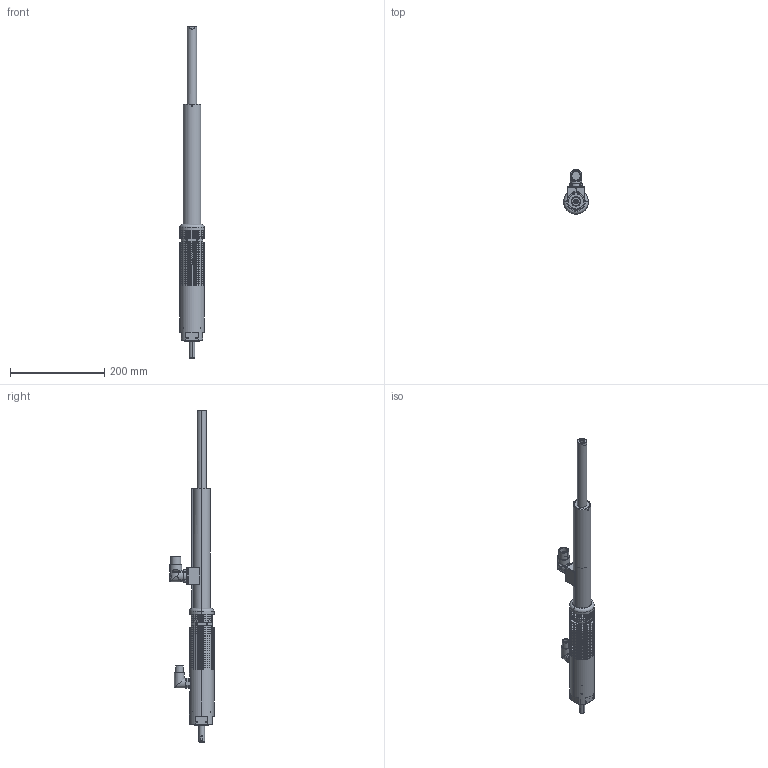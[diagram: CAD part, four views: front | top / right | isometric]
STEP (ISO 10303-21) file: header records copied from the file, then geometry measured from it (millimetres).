
FILE_DESCRIPTION (( 'STEP AP214' ), '1' );
FILE_NAME ('0186-0399_200226_PR01-52x60-R!37x120F-HP-C-150-L.STEP', '2020-02-26T10:21:49', ( '' ), ( '' ), 'SwSTEP 2.0', 'SolidWorks 2019', '' );
FILE_SCHEMA (( 'AUTOMOTIVE_DESIGN' ));
Length unit declared in the file: millimetre
Products named in the file (3): 0186-0399_200226_PR01-52x60-R!37x120F-HP-C-150-L; Stator-RS01-52x60_150; PL01+DA12-150-L
Assembly tree (2 placements, depth 2):
  0186-0399_200226_PR01-52x60-R!37x120F-HP-C-150-L
    Stator-RS01-52x60_150
    PL01+DA12-150-L
Bounding box: 52 x 93.4 x 703.6 mm (x, y, z)
Volume: 787733.1 mm3; surface area: 209681.3 mm2
Topology: 2 solids, 15 shells, 1341 faces, 3294 edges, 2022 vertices
Faces by surface type: cylinder 576, plane 487, cone 140, torus 75, bspline 51, sphere 12
Entity records: 57634 total; most frequent: CARTESIAN_POINT 11651, DIRECTION 6624, ORIENTED_EDGE 6444, EDGE_CURVE 3222, AXIS2_PLACEMENT_3D 2621, VERTEX_POINT 2022, EDGE_LOOP 1492, VECTOR 1382
